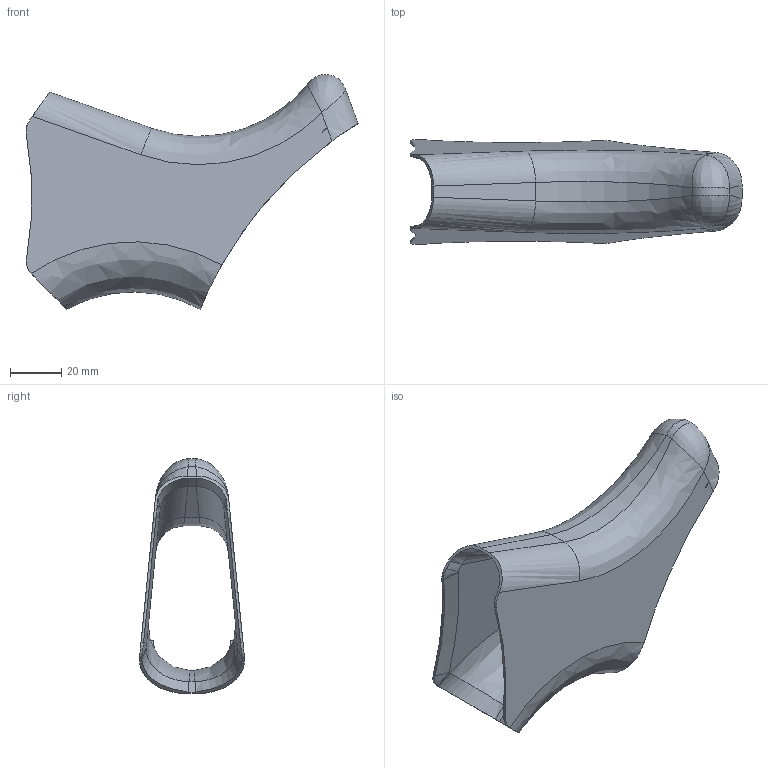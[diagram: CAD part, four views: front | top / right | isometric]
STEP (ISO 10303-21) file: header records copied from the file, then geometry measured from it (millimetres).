
FILE_DESCRIPTION(('FreeCAD Model'),'2;1');
FILE_NAME('Open CASCADE Shape Model','2025-05-03T08:50:42',('FreeCAD'),( 'FreeCAD'),'Open CASCADE STEP processor 7.6','FreeCAD','Unknown');
FILE_SCHEMA(('AUTOMOTIVE_DESIGN { 1 0 10303 214 1 1 1 1 }'));
Length unit declared in the file: millimetre
Products named in the file (1): Open CASCADE STEP translator 7.6 1
Bounding box: 130.01 x 41.21 x 91.98 mm (x, y, z)
Volume: 40247.5 mm3; surface area: 35558.2 mm2
Topology: 1 solids, 1 shells, 90 faces, 229 edges, 136 vertices
Faces by surface type: bspline 90
Entity records: 9862 total; most frequent: CARTESIAN_POINT 8505, ORIENTED_EDGE 450, EDGE_CURVE 225, B_SPLINE_CURVE_WITH_KNOTS 199, VERTEX_POINT 136, FACE_BOUND 91, EDGE_LOOP 91, ADVANCED_FACE 90
